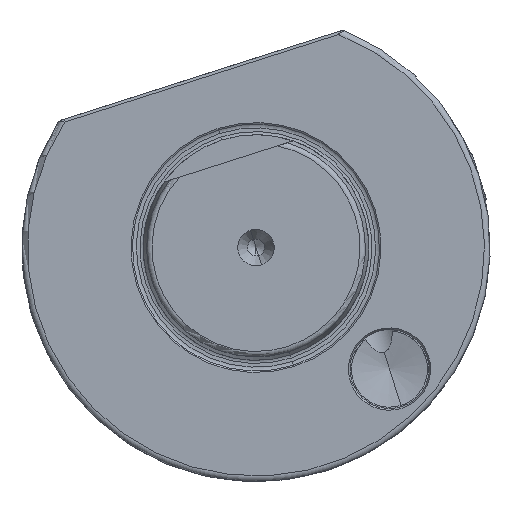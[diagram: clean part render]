
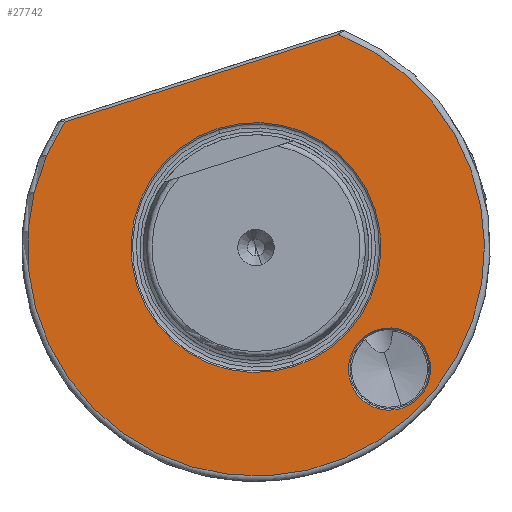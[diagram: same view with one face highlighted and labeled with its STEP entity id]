
A CAD part, front view. The second image highlights one B-rep face of the part: STEP entity #27742.
In plain terms, the highlighted planar face has unit normal (0, -1, 0).
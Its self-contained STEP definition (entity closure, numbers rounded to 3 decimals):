
#90 = EDGE_CURVE ( 'NONE', #20589, #17198, #11264, .T. ) ;
#160 = VERTEX_POINT ( 'NONE', #520 ) ;
#520 = CARTESIAN_POINT ( 'NONE',  ( -25.453, 63., -31.502 ) ) ;
#1248 = AXIS2_PLACEMENT_3D ( 'NONE', #9695, #31548, #12879 ) ;
#3371 = AXIS2_PLACEMENT_3D ( 'NONE', #3686, #25588, #6854 ) ;
#3576 = ORIENTED_EDGE ( 'NONE', *, *, #25778, .T. ) ;
#3686 = CARTESIAN_POINT ( 'NONE',  ( 0., 63., 0. ) ) ;
#3741 = CARTESIAN_POINT ( 'NONE',  ( 0., 63., -22.15 ) ) ;
#4951 = DIRECTION ( 'NONE',  ( 0., -1., 0. ) ) ;
#6854 = DIRECTION ( 'NONE',  ( 0., 0., -1. ) ) ;
#7918 = DIRECTION ( 'NONE',  ( 1., 0., 0. ) ) ;
#9042 = CARTESIAN_POINT ( 'NONE',  ( -16., 63., 20.424 ) ) ;
#9695 = CARTESIAN_POINT ( 'NONE',  ( -16., 63., 27.713 ) ) ;
#10200 = VERTEX_POINT ( 'NONE', #29206 ) ;
#11264 = CIRCLE ( 'NONE', #1248, 7.289 ) ;
#11581 = VERTEX_POINT ( 'NONE', #24510 ) ;
#11661 = CARTESIAN_POINT ( 'NONE',  ( -16., 63., 27.713 ) ) ;
#12879 = DIRECTION ( 'NONE',  ( 0., 0., -1. ) ) ;
#13723 = ORIENTED_EDGE ( 'NONE', *, *, #34498, .F. ) ;
#13923 = FACE_OUTER_BOUND ( 'NONE', #35154, .T. ) ;
#14840 = DIRECTION ( 'NONE',  ( 0., 0., -1. ) ) ;
#15299 = CIRCLE ( 'NONE', #36465, 40.5 ) ;
#15977 = PLANE ( 'NONE',  #38051 ) ;
#16594 = ORIENTED_EDGE ( 'NONE', *, *, #31943, .F. ) ;
#16949 = CARTESIAN_POINT ( 'NONE',  ( 0., 63., 0. ) ) ;
#17198 = VERTEX_POINT ( 'NONE', #9042 ) ;
#18633 = CIRCLE ( 'NONE', #20899, 22.15 ) ;
#18649 = EDGE_CURVE ( 'NONE', #11581, #160, #15299, .T. ) ;
#19101 = DIRECTION ( 'NONE',  ( 0., 0., -1. ) ) ;
#19992 = CIRCLE ( 'NONE', #3371, 22.15 ) ;
#20085 = DIRECTION ( 'NONE',  ( 0., 0., -1. ) ) ;
#20589 = VERTEX_POINT ( 'NONE', #28195 ) ;
#20899 = AXIS2_PLACEMENT_3D ( 'NONE', #16949, #38778, #20085 ) ;
#22130 = DIRECTION ( 'NONE',  ( 0., -1., 0. ) ) ;
#22263 = EDGE_LOOP ( 'NONE', ( #3576, #31917 ) ) ;
#22841 = CIRCLE ( 'NONE', #33762, 7.289 ) ;
#23204 = FACE_BOUND ( 'NONE', #34847, .T. ) ;
#23692 = CARTESIAN_POINT ( 'NONE',  ( 0., 63., 0. ) ) ;
#24510 = CARTESIAN_POINT ( 'NONE',  ( 25.456, 63., -31.5 ) ) ;
#25588 = DIRECTION ( 'NONE',  ( 0., -1., 0. ) ) ;
#25778 = EDGE_CURVE ( 'NONE', #17198, #20589, #22841, .T. ) ;
#25856 = ORIENTED_EDGE ( 'NONE', *, *, #18649, .T. ) ;
#26634 = CARTESIAN_POINT ( 'NONE',  ( 24.824, 63., -31.5 ) ) ;
#26829 = DIRECTION ( 'NONE',  ( 0., 0., -1. ) ) ;
#27742 = ADVANCED_FACE ( 'NONE', ( #23204, #13923, #38812 ), #15977, .T. ) ;
#28195 = CARTESIAN_POINT ( 'NONE',  ( -16., 63., 35.001 ) ) ;
#29206 = CARTESIAN_POINT ( 'NONE',  ( 0., 63., 22.15 ) ) ;
#31302 = VECTOR ( 'NONE', #7918, 1000. ) ;
#31500 = CARTESIAN_POINT ( 'NONE',  ( 22.15, 63., 0. ) ) ;
#31548 = DIRECTION ( 'NONE',  ( 0., 1., 0. ) ) ;
#31917 = ORIENTED_EDGE ( 'NONE', *, *, #90, .T. ) ;
#31943 = EDGE_CURVE ( 'NONE', #10200, #35791, #18633, .T. ) ;
#32028 = EDGE_CURVE ( 'NONE', #160, #11581, #39624, .T. ) ;
#33480 = DIRECTION ( 'NONE',  ( 0., 1., 0. ) ) ;
#33762 = AXIS2_PLACEMENT_3D ( 'NONE', #11661, #33480, #14840 ) ;
#33849 = ORIENTED_EDGE ( 'NONE', *, *, #32028, .T. ) ;
#34498 = EDGE_CURVE ( 'NONE', #35791, #10200, #19992, .T. ) ;
#34847 = EDGE_LOOP ( 'NONE', ( #13723, #16594 ) ) ;
#35154 = EDGE_LOOP ( 'NONE', ( #25856, #33849 ) ) ;
#35791 = VERTEX_POINT ( 'NONE', #3741 ) ;
#36465 = AXIS2_PLACEMENT_3D ( 'NONE', #23692, #4951, #26829 ) ;
#38051 = AXIS2_PLACEMENT_3D ( 'NONE', #31500, #22130, #19101 ) ;
#38778 = DIRECTION ( 'NONE',  ( 0., -1., 0. ) ) ;
#38812 = FACE_BOUND ( 'NONE', #22263, .T. ) ;
#39624 = LINE ( 'NONE', #26634, #31302 ) ;
